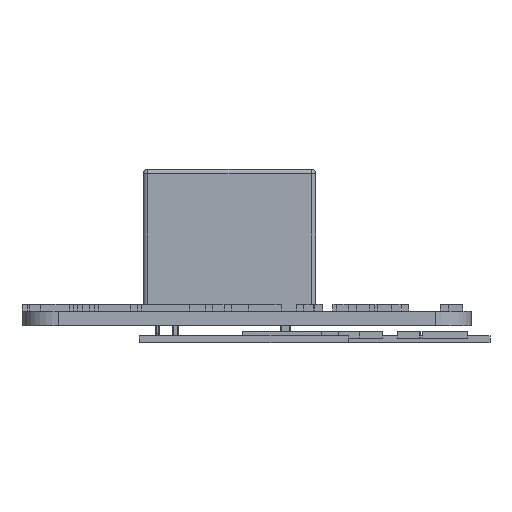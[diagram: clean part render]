
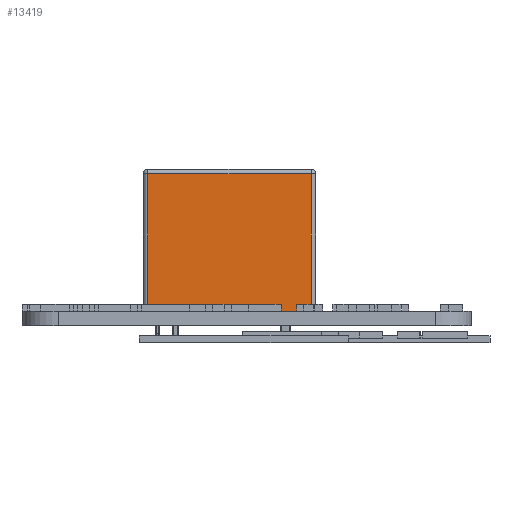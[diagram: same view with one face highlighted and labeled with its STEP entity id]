
A CAD part, left-side view. The second image highlights one B-rep face of the part: STEP entity #13419.
In plain terms, the highlighted face is planar.
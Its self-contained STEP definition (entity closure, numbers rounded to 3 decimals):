
#13419 = ADVANCED_FACE('',(#13420),#13454,.F.);
#13420 = FACE_BOUND('',#13421,.T.);
#13421 = EDGE_LOOP('',(#13422,#13432,#13440,#13448));
#13422 = ORIENTED_EDGE('',*,*,#13423,.T.);
#13423 = EDGE_CURVE('',#13424,#13426,#13428,.T.);
#13424 = VERTEX_POINT('',#13425);
#13425 = CARTESIAN_POINT('',(9.986,-7.905,
    15.3));
#13426 = VERTEX_POINT('',#13427);
#13427 = CARTESIAN_POINT('',(-8.214,-7.905,
    15.3));
#13428 = LINE('',#13429,#13430);
#13429 = CARTESIAN_POINT('',(-8.714,-7.905,
    15.3));
#13430 = VECTOR('',#13431,1.);
#13431 = DIRECTION('',(-1.,-0.,-0.));
#13432 = ORIENTED_EDGE('',*,*,#13433,.T.);
#13433 = EDGE_CURVE('',#13426,#13434,#13436,.T.);
#13434 = VERTEX_POINT('',#13435);
#13435 = CARTESIAN_POINT('',(-8.214,-7.905,
    0.));
#13436 = LINE('',#13437,#13438);
#13437 = CARTESIAN_POINT('',(-8.214,-7.905,
    15.8));
#13438 = VECTOR('',#13439,1.);
#13439 = DIRECTION('',(0.,0.,-1.));
#13440 = ORIENTED_EDGE('',*,*,#13441,.T.);
#13441 = EDGE_CURVE('',#13434,#13442,#13444,.T.);
#13442 = VERTEX_POINT('',#13443);
#13443 = CARTESIAN_POINT('',(9.986,-7.905,
    0.));
#13444 = LINE('',#13445,#13446);
#13445 = CARTESIAN_POINT('',(-8.714,-7.905,
    0.));
#13446 = VECTOR('',#13447,1.);
#13447 = DIRECTION('',(1.,0.,0.));
#13448 = ORIENTED_EDGE('',*,*,#13449,.T.);
#13449 = EDGE_CURVE('',#13442,#13424,#13450,.T.);
#13450 = LINE('',#13451,#13452);
#13451 = CARTESIAN_POINT('',(9.986,-7.905,
    15.8));
#13452 = VECTOR('',#13453,1.);
#13453 = DIRECTION('',(0.,0.,1.));
#13454 = PLANE('',#13455);
#13455 = AXIS2_PLACEMENT_3D('',#13456,#13457,#13458);
#13456 = CARTESIAN_POINT('',(-8.714,-7.905,
    15.8));
#13457 = DIRECTION('',(0.,1.,0.));
#13458 = DIRECTION('',(-1.,0.,0.));
